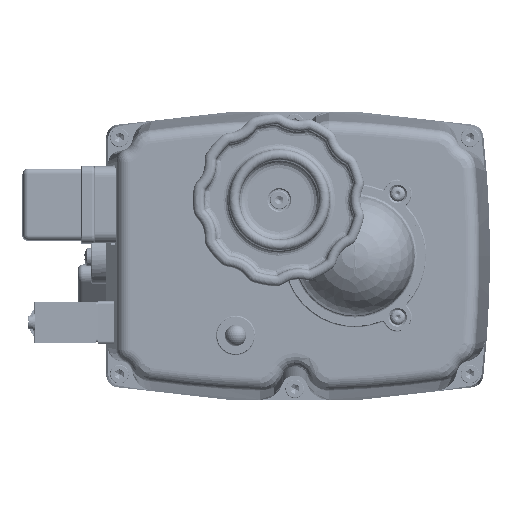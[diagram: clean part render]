
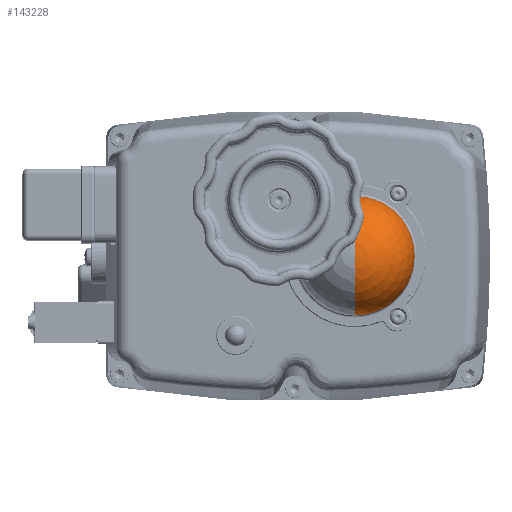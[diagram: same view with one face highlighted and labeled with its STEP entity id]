
A CAD part, top view. The second image highlights one B-rep face of the part: STEP entity #143228.
In plain terms, the highlighted spherical face has radius 22.5 mm.
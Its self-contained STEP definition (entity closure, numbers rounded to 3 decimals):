
#3275 = DIRECTION ( 'NONE',  ( 0., 0., -1. ) ) ;
#8856 = CIRCLE ( 'NONE', #121416, 22.487 ) ;
#35465 = DIRECTION ( 'NONE',  ( 0., -1., 0. ) ) ;
#40035 = AXIS2_PLACEMENT_3D ( 'NONE', #146261, #41626, #71818 ) ;
#41626 = DIRECTION ( 'NONE',  ( 0., 0., -1. ) ) ;
#44423 = DIRECTION ( 'NONE',  ( 0., 0., 1. ) ) ;
#55504 = EDGE_CURVE ( 'NONE', #167101, #64173, #83339, .T. ) ;
#59509 = DIRECTION ( 'NONE',  ( 1., 0., 0. ) ) ;
#64173 = VERTEX_POINT ( 'NONE', #68322 ) ;
#68322 = CARTESIAN_POINT ( 'NONE',  ( 5.736, -0.1, 46.232 ) ) ;
#69827 = FACE_OUTER_BOUND ( 'NONE', #92366, .T. ) ;
#71818 = DIRECTION ( 'NONE',  ( 0., 1., 0. ) ) ;
#83339 = CIRCLE ( 'NONE', #160463, 22.5 ) ;
#84922 = SPHERICAL_SURFACE ( 'NONE', #40035, 22.5 ) ;
#92366 = EDGE_LOOP ( 'NONE', ( #192906, #176254 ) ) ;
#121416 = AXIS2_PLACEMENT_3D ( 'NONE', #173315, #3275, #35465 ) ;
#132438 = EDGE_CURVE ( 'NONE', #167101, #64173, #8856, .T. ) ;
#143228 = ADVANCED_FACE ( 'NONE', ( #69827 ), #84922, .T. ) ;
#146261 = CARTESIAN_POINT ( 'NONE',  ( 5.736, 22.387, 45.46 ) ) ;
#160463 = AXIS2_PLACEMENT_3D ( 'NONE', #197326, #59509, #44423 ) ;
#167101 = VERTEX_POINT ( 'NONE', #187524 ) ;
#173315 = CARTESIAN_POINT ( 'NONE',  ( 5.736, 22.387, 46.232 ) ) ;
#176254 = ORIENTED_EDGE ( 'NONE', *, *, #132438, .F. ) ;
#187524 = CARTESIAN_POINT ( 'NONE',  ( 5.736, 44.873, 46.232 ) ) ;
#192906 = ORIENTED_EDGE ( 'NONE', *, *, #55504, .T. ) ;
#197326 = CARTESIAN_POINT ( 'NONE',  ( 5.736, 22.387, 45.46 ) ) ;
